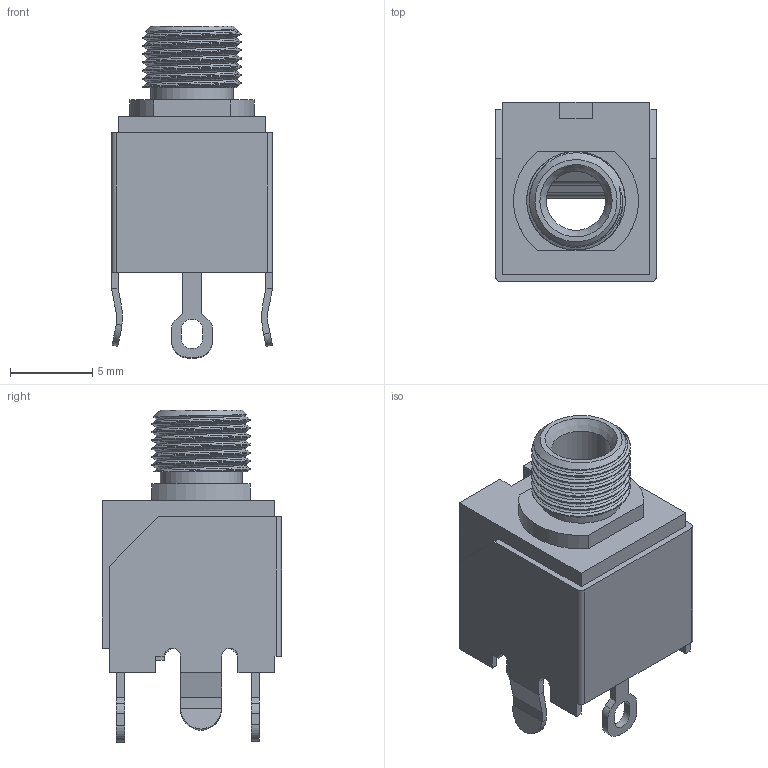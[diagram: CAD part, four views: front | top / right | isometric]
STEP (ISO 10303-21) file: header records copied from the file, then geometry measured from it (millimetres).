
FILE_DESCRIPTION((' '),'2;1');
FILE_NAME( 'PJ-301BM.stp', '2022-09-12T18:49:56', (' '), ('--- Datakit www.datakit.com---'), ' Datakit CrossCadWare V2022.3 Jun 15 2022', 'DATAKIT 2022 (c)', ' ');
FILE_SCHEMA(('AP242_MANAGED_MODEL_BASED_3D_ENGINEERING_MIM_LF { 1 0 10303 442 1 1 4 }'));
Length unit declared in the file: millimetre
Products named in the file (1): PJ-301BM
Bounding box: 9.8 x 10.9 x 20.21 mm (x, y, z)
Volume: 509.1 mm3; surface area: 2016.5 mm2
Topology: 9 solids, 10 shells, 428 faces, 992 edges, 585 vertices
Faces by surface type: plane 279, cylinder 57, bspline 54, cone 38
Full cylindrical faces by diameter (mm): 3.6 x1, 3.65 x2, 5 x1
Entity records: 17132 total; most frequent: CARTESIAN_POINT 7394, ORIENTED_EDGE 1966, DIRECTION 1740, EDGE_CURVE 984, VECTOR 718, LINE 718, VERTEX_POINT 583, AXIS2_PLACEMENT_3D 511
